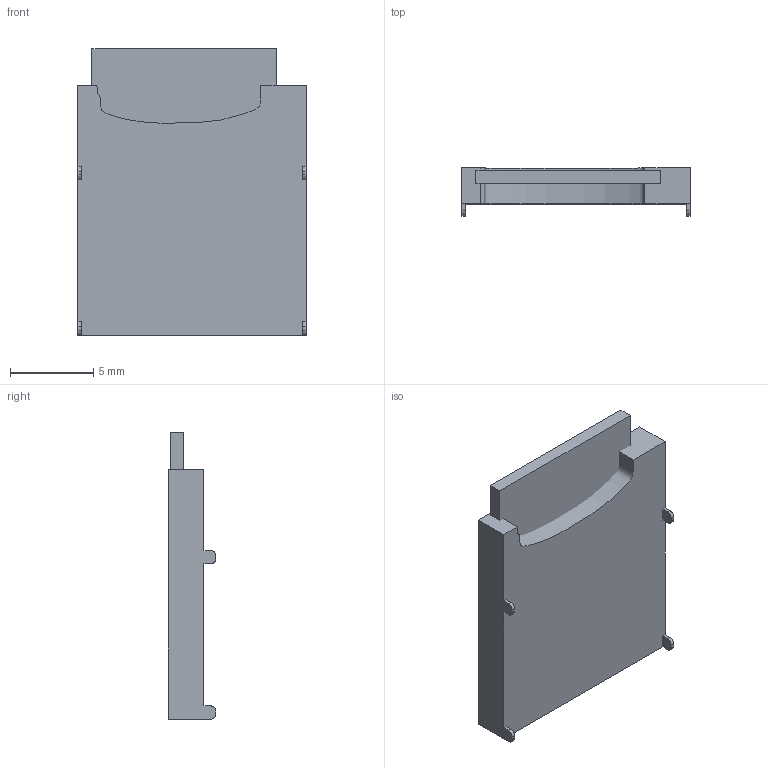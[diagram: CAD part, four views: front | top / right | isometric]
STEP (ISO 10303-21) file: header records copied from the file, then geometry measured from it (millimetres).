
FILE_DESCRIPTION(/* description */ (''),/* implementation_level */ '2;1');
FILE_NAME(/* name */ 'microSD_card_socket_msd4-1-A',/* time_stamp */ '2024-07-18T14:56:43-03:00',/* author */ (''),/* organization */ (''),/* preprocessor_version */ 'ST-DEVELOPER v16.5',/* originating_system */ 'Rhino 7.37',/* authorisation */ '');
FILE_SCHEMA (('AUTOMOTIVE_DESIGN_CC2'));
Length unit declared in the file: millimetre
Products named in the file (1): Document
Bounding box: 13.7 x 2.86 x 17.2 mm (x, y, z)
Volume: 538.3 mm3; surface area: 894.1 mm2
Topology: 2 solids, 2 shells, 36 faces, 96 edges, 64 vertices
Faces by surface type: plane 27, cylinder 8, bspline 1
Entity records: 1064 total; most frequent: CARTESIAN_POINT 373, ORIENTED_EDGE 192, EDGE_CURVE 96, B_SPLINE_CURVE_WITH_KNOTS 80, VERTEX_POINT 64, DIRECTION 39, AXIS2_PLACEMENT_3D 37, ADVANCED_FACE 36
